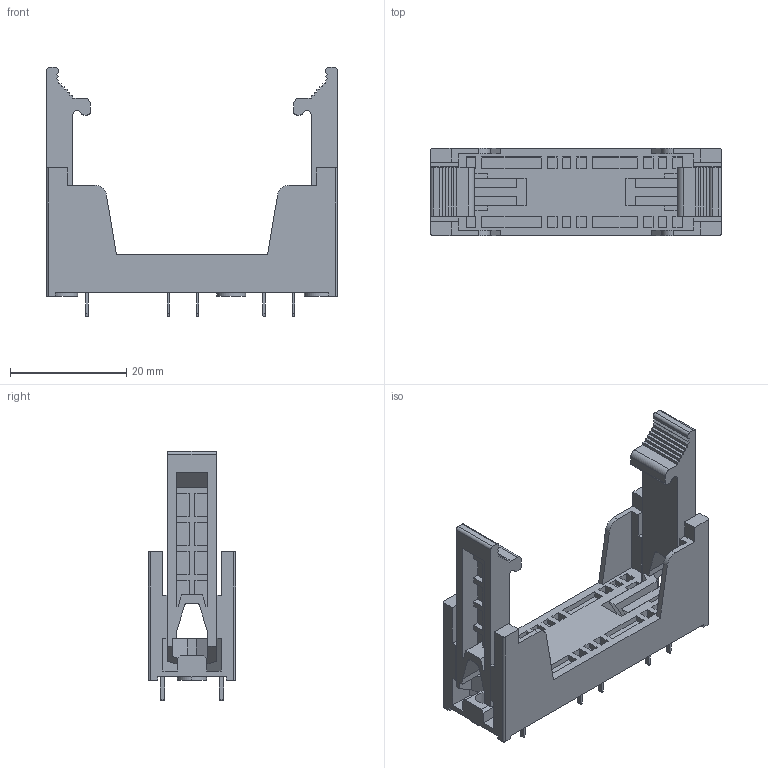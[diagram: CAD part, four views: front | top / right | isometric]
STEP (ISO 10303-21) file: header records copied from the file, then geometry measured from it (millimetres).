
FILE_DESCRIPTION((''),'2;1');
FILE_NAME('RELS_PANASONIC_SFS4-PS.stp','2015-06-26T15:04:04',(''),(''),'Mechanical Desktop 2011','Mechanical Desktop 2011',', , ');
FILE_SCHEMA(('AUTOMOTIVE_DESIGN { 1 2 10303 214 1 1 1 1 }'));
Length unit declared in the file: millimetre
Products named in the file (1): Product
Bounding box: 50 x 15 x 42.9 mm (x, y, z)
Volume: 6295 mm3; surface area: 8113.5 mm2
Topology: 13 solids, 13 shells, 498 faces, 1330 edges, 882 vertices
Faces by surface type: plane 305, bspline 155, cylinder 37, cone 1
Entity records: 15464 total; most frequent: CARTESIAN_POINT 3344, ORIENTED_EDGE 2660, DIRECTION 2116, EDGE_CURVE 1330, VECTOR 1232, LINE 1232, VERTEX_POINT 882, EDGE_LOOP 526
